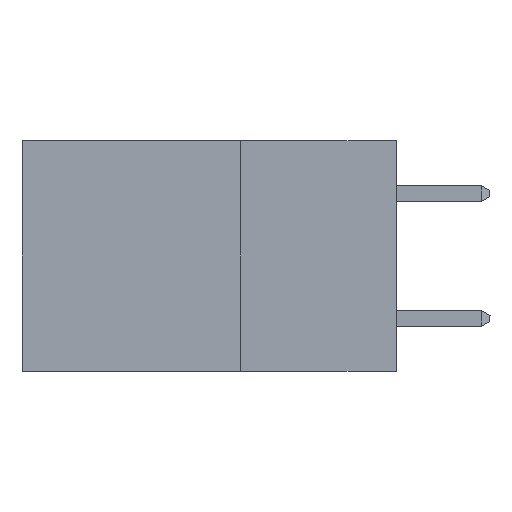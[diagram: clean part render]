
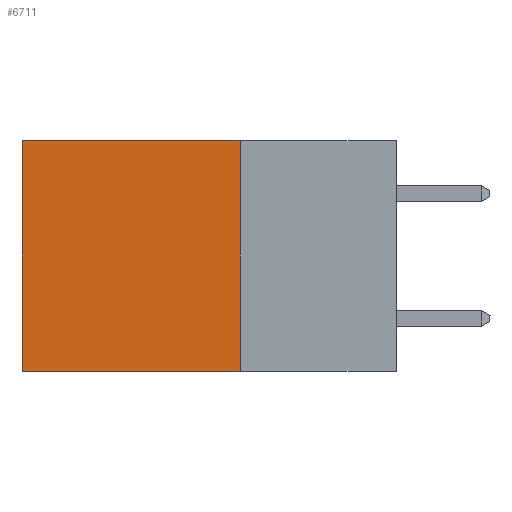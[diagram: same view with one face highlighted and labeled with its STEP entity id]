
A CAD part, left-side view. The second image highlights one B-rep face of the part: STEP entity #6711.
In plain terms, the highlighted planar face has unit normal (-1, 0, 0).
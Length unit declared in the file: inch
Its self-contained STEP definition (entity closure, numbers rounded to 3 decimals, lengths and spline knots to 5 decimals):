
#404 = AXIS2_PLACEMENT_3D ( 'NONE', #7904, #11812, #11740 ) ;
#651 = VECTOR ( 'NONE', #12089, 39.37008 ) ;
#784 = EDGE_CURVE ( 'NONE', #10652, #2176, #8364, .T. ) ;
#869 = CARTESIAN_POINT ( 'NONE',  ( 0.298, 0.6, -0.37 ) ) ;
#1753 = ORIENTED_EDGE ( 'NONE', *, *, #12513, .F. ) ;
#2176 = VERTEX_POINT ( 'NONE', #869 ) ;
#3003 = FACE_OUTER_BOUND ( 'NONE', #12199, .T. ) ;
#3290 = VECTOR ( 'NONE', #4386, 39.37008 ) ;
#4386 = DIRECTION ( 'NONE',  ( 0., 0., -1. ) ) ;
#4429 = CARTESIAN_POINT ( 'NONE',  ( 0.298, 0.6, 0. ) ) ;
#4937 = PLANE ( 'NONE',  #404 ) ;
#5006 = CARTESIAN_POINT ( 'NONE',  ( 0.298, 0.25, 0. ) ) ;
#5293 = VERTEX_POINT ( 'NONE', #5006 ) ;
#5463 = ORIENTED_EDGE ( 'NONE', *, *, #6212, .T. ) ;
#5831 = LINE ( 'NONE', #4429, #3290 ) ;
#6212 = EDGE_CURVE ( 'NONE', #12469, #2176, #5831, .T. ) ;
#6683 = CARTESIAN_POINT ( 'NONE',  ( 0.298, 0.25, -0.37 ) ) ;
#6711 = ADVANCED_FACE ( 'NONE', ( #3003 ), #4937, .F. ) ;
#6913 = VECTOR ( 'NONE', #9111, 39.37008 ) ;
#7046 = DIRECTION ( 'NONE',  ( 0., 1., 0. ) ) ;
#7804 = ORIENTED_EDGE ( 'NONE', *, *, #11846, .T. ) ;
#7904 = CARTESIAN_POINT ( 'NONE',  ( 0.298, 0.25, 0. ) ) ;
#8115 = CARTESIAN_POINT ( 'NONE',  ( 0.298, 0.25, 0. ) ) ;
#8364 = LINE ( 'NONE', #9264, #651 ) ;
#9111 = DIRECTION ( 'NONE',  ( 0., 0., -1. ) ) ;
#9264 = CARTESIAN_POINT ( 'NONE',  ( 0.298, 0.25, -0.37 ) ) ;
#9520 = LINE ( 'NONE', #8115, #6913 ) ;
#9819 = ORIENTED_EDGE ( 'NONE', *, *, #784, .F. ) ;
#9852 = CARTESIAN_POINT ( 'NONE',  ( 0.298, 0.25, 0. ) ) ;
#10185 = CARTESIAN_POINT ( 'NONE',  ( 0.298, 0.6, 0. ) ) ;
#10584 = VECTOR ( 'NONE', #7046, 39.37008 ) ;
#10652 = VERTEX_POINT ( 'NONE', #6683 ) ;
#11623 = LINE ( 'NONE', #9852, #10584 ) ;
#11740 = DIRECTION ( 'NONE',  ( 0., 0., -1. ) ) ;
#11812 = DIRECTION ( 'NONE',  ( 1., 0., 0. ) ) ;
#11846 = EDGE_CURVE ( 'NONE', #5293, #12469, #11623, .T. ) ;
#12089 = DIRECTION ( 'NONE',  ( 0., 1., 0. ) ) ;
#12199 = EDGE_LOOP ( 'NONE', ( #5463, #9819, #1753, #7804 ) ) ;
#12469 = VERTEX_POINT ( 'NONE', #10185 ) ;
#12513 = EDGE_CURVE ( 'NONE', #5293, #10652, #9520, .T. ) ;
